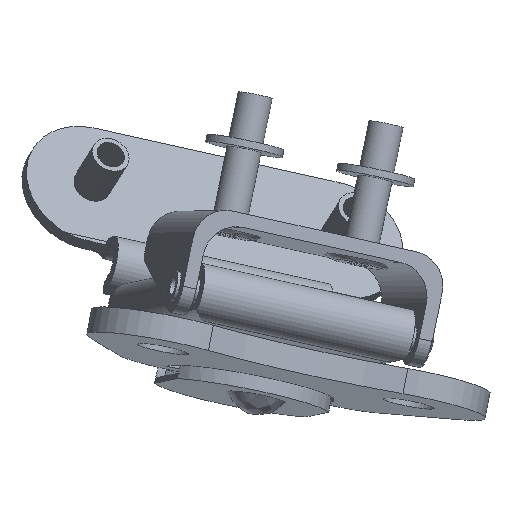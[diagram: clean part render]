
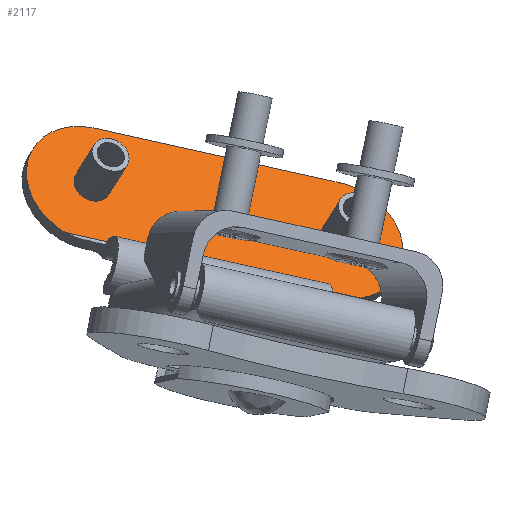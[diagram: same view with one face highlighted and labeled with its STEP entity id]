
A CAD part, front view. The second image highlights one B-rep face of the part: STEP entity #2117.
In plain terms, the highlighted planar face has unit normal (0.327, -0.784, 0.527).
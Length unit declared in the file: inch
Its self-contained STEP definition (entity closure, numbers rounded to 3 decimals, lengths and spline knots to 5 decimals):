
#321 = ORIENTED_EDGE ( 'NONE', *, *, #1132, .T. ) ;
#329 = VERTEX_POINT ( 'NONE', #6136 ) ;
#363 = FACE_BOUND ( 'NONE', #5453, .T. ) ;
#543 = VERTEX_POINT ( 'NONE', #5845 ) ;
#652 = LINE ( 'NONE', #6468, #6574 ) ;
#779 = DIRECTION ( 'NONE',  ( 0.944, 0.253, -0.21 ) ) ;
#912 = CIRCLE ( 'NONE', #7016, 0.0665 ) ;
#984 = FACE_BOUND ( 'NONE', #2050, .T. ) ;
#1072 = DIRECTION ( 'NONE',  ( 0.327, -0.784, 0.527 ) ) ;
#1122 = VERTEX_POINT ( 'NONE', #1666 ) ;
#1132 = EDGE_CURVE ( 'NONE', #5045, #5045, #912, .T. ) ;
#1249 = EDGE_CURVE ( 'NONE', #543, #4512, #652, .T. ) ;
#1445 = CARTESIAN_POINT ( 'NONE',  ( -1.25381, 3.0192, 0.21711 ) ) ;
#1530 = DIRECTION ( 'NONE',  ( 0.944, 0.253, -0.21 ) ) ;
#1666 = CARTESIAN_POINT ( 'NONE',  ( -1.32797, 3.26813, 0.63342 ) ) ;
#1876 = CIRCLE ( 'NONE', #2013, 0.25 ) ;
#2013 = AXIS2_PLACEMENT_3D ( 'NONE', #4396, #1072, #1530 ) ;
#2050 = EDGE_LOOP ( 'NONE', ( #5827 ) ) ;
#2117 = ADVANCED_FACE ( 'NONE', ( #984, #363, #5831 ), #5780, .T. ) ;
#2206 = EDGE_CURVE ( 'NONE', #4512, #1122, #1876, .T. ) ;
#2366 = DIRECTION ( 'NONE',  ( 0.327, -0.784, 0.527 ) ) ;
#2462 = VECTOR ( 'NONE', #4362, 39.37008 ) ;
#2806 = ORIENTED_EDGE ( 'NONE', *, *, #6339, .T. ) ;
#2898 = LINE ( 'NONE', #6644, #2462 ) ;
#3453 = DIRECTION ( 'NONE',  ( 0.327, -0.784, 0.527 ) ) ;
#3550 = DIRECTION ( 'NONE',  ( 0.031, 0.567, 0.823 ) ) ;
#3661 = CARTESIAN_POINT ( 'NONE',  ( -1.33569, 3.1265, 0.42755 ) ) ;
#3704 = DIRECTION ( 'NONE',  ( -0.327, 0.784, -0.527 ) ) ;
#3785 = EDGE_LOOP ( 'NONE', ( #6674, #2806, #7182, #4719 ) ) ;
#4316 = EDGE_CURVE ( 'NONE', #6033, #6033, #6434, .T. ) ;
#4362 = DIRECTION ( 'NONE',  ( -0.944, -0.253, 0.21 ) ) ;
#4396 = CARTESIAN_POINT ( 'NONE',  ( -1.33569, 3.1265, 0.42755 ) ) ;
#4512 = VERTEX_POINT ( 'NONE', #1445 ) ;
#4719 = ORIENTED_EDGE ( 'NONE', *, *, #1249, .T. ) ;
#4967 = CIRCLE ( 'NONE', #5359, 0.25 ) ;
#5045 = VERTEX_POINT ( 'NONE', #6280 ) ;
#5165 = DIRECTION ( 'NONE',  ( -0.327, 0.784, -0.527 ) ) ;
#5223 = CARTESIAN_POINT ( 'NONE',  ( -2.46552, 2.96301, 0.88599 ) ) ;
#5359 = AXIS2_PLACEMENT_3D ( 'NONE', #5762, #3453, #3550 ) ;
#5453 = EDGE_LOOP ( 'NONE', ( #321 ) ) ;
#5762 = CARTESIAN_POINT ( 'NONE',  ( -2.22341, 2.88839, 0.62466 ) ) ;
#5780 = PLANE ( 'NONE',  #6493 ) ;
#5827 = ORIENTED_EDGE ( 'NONE', *, *, #4316, .T. ) ;
#5831 = FACE_OUTER_BOUND ( 'NONE', #3785, .T. ) ;
#5845 = CARTESIAN_POINT ( 'NONE',  ( -2.31958, 2.73333, 0.45375 ) ) ;
#6033 = VERTEX_POINT ( 'NONE', #6986 ) ;
#6136 = CARTESIAN_POINT ( 'NONE',  ( -2.21569, 3.03002, 0.83052 ) ) ;
#6280 = CARTESIAN_POINT ( 'NONE',  ( -2.16061, 2.90523, 0.61071 ) ) ;
#6339 = EDGE_CURVE ( 'NONE', #1122, #329, #2898, .T. ) ;
#6381 = DIRECTION ( 'NONE',  ( 0.944, 0.253, -0.21 ) ) ;
#6434 = CIRCLE ( 'NONE', #6928, 0.0665 ) ;
#6468 = CARTESIAN_POINT ( 'NONE',  ( -2.48039, 2.6902, 0.48946 ) ) ;
#6493 = AXIS2_PLACEMENT_3D ( 'NONE', #5223, #2366, #6381 ) ;
#6574 = VECTOR ( 'NONE', #779, 39.37008 ) ;
#6576 = EDGE_CURVE ( 'NONE', #329, #543, #4967, .T. ) ;
#6644 = CARTESIAN_POINT ( 'NONE',  ( -2.46552, 2.96301, 0.88599 ) ) ;
#6674 = ORIENTED_EDGE ( 'NONE', *, *, #2206, .T. ) ;
#6837 = CARTESIAN_POINT ( 'NONE',  ( -2.22341, 2.88839, 0.62466 ) ) ;
#6894 = DIRECTION ( 'NONE',  ( 0.944, 0.253, -0.21 ) ) ;
#6928 = AXIS2_PLACEMENT_3D ( 'NONE', #3661, #3704, #7141 ) ;
#6986 = CARTESIAN_POINT ( 'NONE',  ( -1.27288, 3.14334, 0.41361 ) ) ;
#7016 = AXIS2_PLACEMENT_3D ( 'NONE', #6837, #5165, #6894 ) ;
#7141 = DIRECTION ( 'NONE',  ( 0.944, 0.253, -0.21 ) ) ;
#7182 = ORIENTED_EDGE ( 'NONE', *, *, #6576, .T. ) ;
